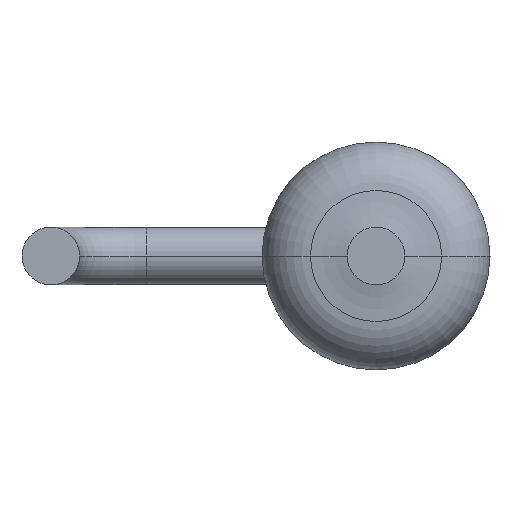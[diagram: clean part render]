
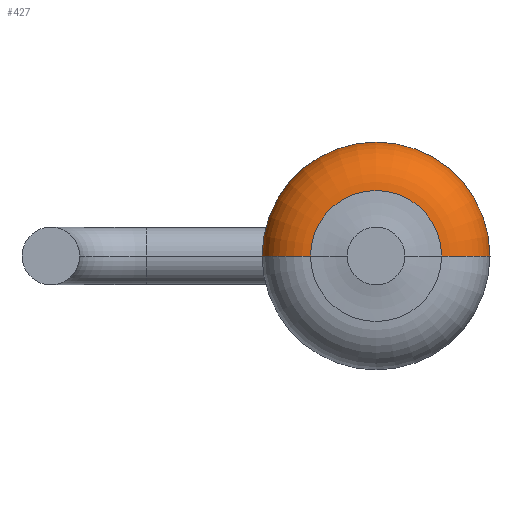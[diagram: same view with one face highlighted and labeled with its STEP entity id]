
A CAD part, front view. The second image highlights one B-rep face of the part: STEP entity #427.
In plain terms, the highlighted toroidal (fillet/blend) face has major radius 0.49 mm and minor radius 0.4 mm.
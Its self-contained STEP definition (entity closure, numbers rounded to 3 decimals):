
#28 = EDGE_CURVE ( 'NONE', #463, #839, #1418, .T. ) ;
#43 = CARTESIAN_POINT ( 'NONE',  ( -0.49, -1.353, 0. ) ) ;
#91 = DIRECTION ( 'NONE',  ( 0., 1., 0. ) ) ;
#158 = AXIS2_PLACEMENT_3D ( 'NONE', #1127, #1631, #248 ) ;
#173 = ORIENTED_EDGE ( 'NONE', *, *, #274, .T. ) ;
#178 = DIRECTION ( 'NONE',  ( 1., 0., 0. ) ) ;
#248 = DIRECTION ( 'NONE',  ( 1., 0., 0. ) ) ;
#257 = ORIENTED_EDGE ( 'NONE', *, *, #940, .F. ) ;
#274 = EDGE_CURVE ( 'NONE', #463, #910, #288, .T. ) ;
#282 = CARTESIAN_POINT ( 'NONE',  ( -0.512, -1.752, 0. ) ) ;
#288 = CIRCLE ( 'NONE', #158, 0.4 ) ;
#289 = CARTESIAN_POINT ( 'NONE',  ( -0.89, -1.353, 0. ) ) ;
#325 = CARTESIAN_POINT ( 'NONE',  ( 0., -1.353, 0. ) ) ;
#395 = VERTEX_POINT ( 'NONE', #289 ) ;
#427 = ADVANCED_FACE ( 'NONE', ( #434 ), #1404, .T. ) ;
#434 = FACE_OUTER_BOUND ( 'NONE', #1164, .T. ) ;
#463 = VERTEX_POINT ( 'NONE', #992 ) ;
#471 = ORIENTED_EDGE ( 'NONE', *, *, #866, .F. ) ;
#511 = DIRECTION ( 'NONE',  ( -1., 0., 0. ) ) ;
#530 = ORIENTED_EDGE ( 'NONE', *, *, #28, .F. ) ;
#539 = AXIS2_PLACEMENT_3D ( 'NONE', #877, #1632, #511 ) ;
#613 = DIRECTION ( 'NONE',  ( -1., 0., 0. ) ) ;
#839 = VERTEX_POINT ( 'NONE', #282 ) ;
#866 = EDGE_CURVE ( 'NONE', #839, #395, #1005, .T. ) ;
#877 = CARTESIAN_POINT ( 'NONE',  ( 0., -1.353, 0. ) ) ;
#910 = VERTEX_POINT ( 'NONE', #1112 ) ;
#925 = AXIS2_PLACEMENT_3D ( 'NONE', #43, #961, #949 ) ;
#940 = EDGE_CURVE ( 'NONE', #395, #910, #1027, .T. ) ;
#949 = DIRECTION ( 'NONE',  ( -1., 0., 0. ) ) ;
#961 = DIRECTION ( 'NONE',  ( 0., 0., -1. ) ) ;
#992 = CARTESIAN_POINT ( 'NONE',  ( 0.512, -1.752, 0. ) ) ;
#1005 = CIRCLE ( 'NONE', #925, 0.4 ) ;
#1013 = DIRECTION ( 'NONE',  ( 0., -1., 0. ) ) ;
#1027 = CIRCLE ( 'NONE', #539, 0.89 ) ;
#1112 = CARTESIAN_POINT ( 'NONE',  ( 0.89, -1.353, 0. ) ) ;
#1127 = CARTESIAN_POINT ( 'NONE',  ( 0.49, -1.353, 0. ) ) ;
#1164 = EDGE_LOOP ( 'NONE', ( #530, #173, #257, #471 ) ) ;
#1309 = CARTESIAN_POINT ( 'NONE',  ( 0., -1.752, 0. ) ) ;
#1404 = TOROIDAL_SURFACE ( 'NONE', #1406, 0.49, 0.4 ) ;
#1406 = AXIS2_PLACEMENT_3D ( 'NONE', #325, #91, #613 ) ;
#1418 = CIRCLE ( 'NONE', #1624, 0.512 ) ;
#1624 = AXIS2_PLACEMENT_3D ( 'NONE', #1309, #1013, #178 ) ;
#1631 = DIRECTION ( 'NONE',  ( 0., 0., 1. ) ) ;
#1632 = DIRECTION ( 'NONE',  ( 0., 1., 0. ) ) ;
